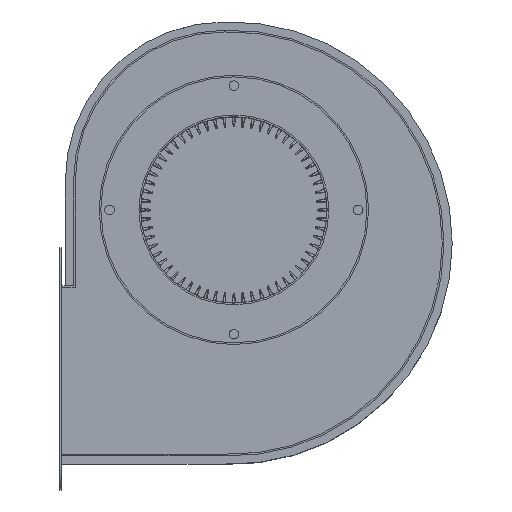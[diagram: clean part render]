
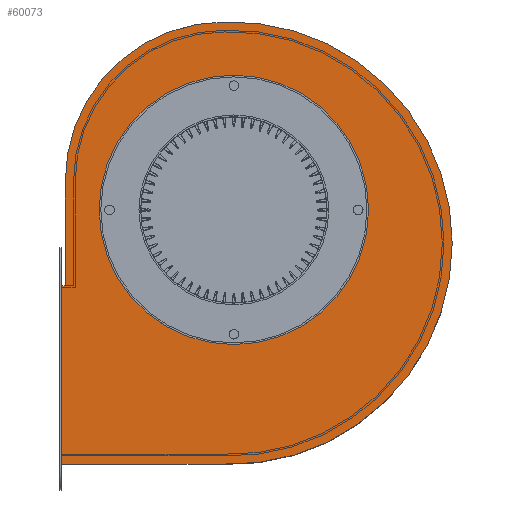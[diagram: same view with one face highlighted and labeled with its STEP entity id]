
A CAD part, top view. The second image highlights one B-rep face of the part: STEP entity #60073.
In plain terms, the highlighted planar face has unit normal (0, 0, 1).
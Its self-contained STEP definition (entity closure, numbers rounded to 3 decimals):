
#206 = VERTEX_POINT ( 'NONE', #74160 ) ;
#319 = AXIS2_PLACEMENT_3D ( 'NONE', #732, #41293, #42030 ) ;
#732 = CARTESIAN_POINT ( 'NONE',  ( -2., -24., 70. ) ) ;
#1139 = DIRECTION ( 'NONE',  ( 0., -1., 0. ) ) ;
#1226 = CARTESIAN_POINT ( 'NONE',  ( 0., 0., 70. ) ) ;
#3845 = LINE ( 'NONE', #45876, #43014 ) ;
#3997 = CARTESIAN_POINT ( 'NONE',  ( -7., 136., 70. ) ) ;
#5521 = VERTEX_POINT ( 'NONE', #17657 ) ;
#12113 = EDGE_CURVE ( 'NONE', #30050, #29622, #32164, .T. ) ;
#13150 = VERTEX_POINT ( 'NONE', #33206 ) ;
#13541 = CIRCLE ( 'NONE', #40683, 97.5 ) ;
#13866 = CARTESIAN_POINT ( 'NONE',  ( -2., -24., 70. ) ) ;
#14822 = EDGE_CURVE ( 'NONE', #5521, #206, #15967, .T. ) ;
#15967 = LINE ( 'NONE', #55554, #39684 ) ;
#16169 = CIRCLE ( 'NONE', #37724, 160.078 ) ;
#16577 = DIRECTION ( 'NONE',  ( -1., 0., 0. ) ) ;
#17657 = CARTESIAN_POINT ( 'NONE',  ( -122., -54.8, 70. ) ) ;
#17831 = VERTEX_POINT ( 'NONE', #3997 ) ;
#22012 = DIRECTION ( 'NONE',  ( 0., 0., 1. ) ) ;
#24520 = VECTOR ( 'NONE', #64641, 1000. ) ;
#25376 = ORIENTED_EDGE ( 'NONE', *, *, #68081, .F. ) ;
#27340 = PLANE ( 'NONE',  #66707 ) ;
#27600 = DIRECTION ( 'NONE',  ( 1., 0., 0. ) ) ;
#29622 = VERTEX_POINT ( 'NONE', #73787 ) ;
#29760 = FACE_OUTER_BOUND ( 'NONE', #49584, .T. ) ;
#30050 = VERTEX_POINT ( 'NONE', #36879 ) ;
#30940 = EDGE_LOOP ( 'NONE', ( #39070, #43640 ) ) ;
#31699 = CARTESIAN_POINT ( 'NONE',  ( -122., 21., 70. ) ) ;
#31738 = DIRECTION ( 'NONE',  ( 0., 0., -1. ) ) ;
#32164 = CIRCLE ( 'NONE', #74263, 97.5 ) ;
#33206 = CARTESIAN_POINT ( 'NONE',  ( 158.078, -24., 70. ) ) ;
#33754 = ORIENTED_EDGE ( 'NONE', *, *, #41437, .T. ) ;
#36088 = CARTESIAN_POINT ( 'NONE',  ( -122., 0., 70. ) ) ;
#36879 = CARTESIAN_POINT ( 'NONE',  ( -97.5, 0., 70. ) ) ;
#37377 = ORIENTED_EDGE ( 'NONE', *, *, #40996, .F. ) ;
#37380 = DIRECTION ( 'NONE',  ( 1., 0., 0. ) ) ;
#37724 = AXIS2_PLACEMENT_3D ( 'NONE', #13866, #31738, #37380 ) ;
#39070 = ORIENTED_EDGE ( 'NONE', *, *, #12113, .F. ) ;
#39684 = VECTOR ( 'NONE', #73138, 1000. ) ;
#40683 = AXIS2_PLACEMENT_3D ( 'NONE', #69190, #57944, #65047 ) ;
#40996 = EDGE_CURVE ( 'NONE', #50134, #17831, #70663, .T. ) ;
#41293 = DIRECTION ( 'NONE',  ( 0., 0., -1. ) ) ;
#41437 = EDGE_CURVE ( 'NONE', #206, #66103, #50063, .T. ) ;
#41668 = EDGE_CURVE ( 'NONE', #50134, #5521, #64601, .T. ) ;
#42030 = DIRECTION ( 'NONE',  ( 1., 0., 0. ) ) ;
#42648 = EDGE_CURVE ( 'NONE', #29622, #30050, #13541, .T. ) ;
#43014 = VECTOR ( 'NONE', #16577, 1000. ) ;
#43060 = DIRECTION ( 'NONE',  ( 0., 0., -1. ) ) ;
#43640 = ORIENTED_EDGE ( 'NONE', *, *, #42648, .F. ) ;
#44166 = CIRCLE ( 'NONE', #319, 160.078 ) ;
#44847 = CARTESIAN_POINT ( 'NONE',  ( -124.8, -184., 70. ) ) ;
#45662 = CARTESIAN_POINT ( 'NONE',  ( 0., 0., 70. ) ) ;
#45876 = CARTESIAN_POINT ( 'NONE',  ( 0., -184., 70. ) ) ;
#46930 = EDGE_CURVE ( 'NONE', #57236, #66103, #3845, .T. ) ;
#47952 = ORIENTED_EDGE ( 'NONE', *, *, #14822, .T. ) ;
#48092 = DIRECTION ( 'NONE',  ( 1., 0., 0. ) ) ;
#49584 = EDGE_LOOP ( 'NONE', ( #47952, #33754, #64534, #25376, #51716, #37377, #59452 ) ) ;
#50063 = LINE ( 'NONE', #52912, #24520 ) ;
#50134 = VERTEX_POINT ( 'NONE', #31699 ) ;
#51716 = ORIENTED_EDGE ( 'NONE', *, *, #64240, .F. ) ;
#52912 = CARTESIAN_POINT ( 'NONE',  ( -124.8, 0., 70. ) ) ;
#54175 = DIRECTION ( 'NONE',  ( 0., 0., 1. ) ) ;
#55554 = CARTESIAN_POINT ( 'NONE',  ( 0., -54.8, 70. ) ) ;
#57236 = VERTEX_POINT ( 'NONE', #71017 ) ;
#57944 = DIRECTION ( 'NONE',  ( 0., 0., 1. ) ) ;
#59452 = ORIENTED_EDGE ( 'NONE', *, *, #41668, .T. ) ;
#59604 = DIRECTION ( 'NONE',  ( 1., 0., 0. ) ) ;
#60073 = ADVANCED_FACE ( 'NONE', ( #70736, #29760 ), #27340, .T. ) ;
#62781 = VECTOR ( 'NONE', #1139, 1000. ) ;
#64240 = EDGE_CURVE ( 'NONE', #17831, #13150, #44166, .T. ) ;
#64534 = ORIENTED_EDGE ( 'NONE', *, *, #46930, .F. ) ;
#64601 = LINE ( 'NONE', #36088, #62781 ) ;
#64641 = DIRECTION ( 'NONE',  ( 0., -1., 0. ) ) ;
#65047 = DIRECTION ( 'NONE',  ( 1., 0., 0. ) ) ;
#66103 = VERTEX_POINT ( 'NONE', #44847 ) ;
#66498 = CARTESIAN_POINT ( 'NONE',  ( -7., 21., 70. ) ) ;
#66707 = AXIS2_PLACEMENT_3D ( 'NONE', #45662, #22012, #27600 ) ;
#68081 = EDGE_CURVE ( 'NONE', #13150, #57236, #16169, .T. ) ;
#69190 = CARTESIAN_POINT ( 'NONE',  ( 0., 0., 70. ) ) ;
#70250 = AXIS2_PLACEMENT_3D ( 'NONE', #66498, #43060, #59604 ) ;
#70663 = CIRCLE ( 'NONE', #70250, 115. ) ;
#70736 = FACE_BOUND ( 'NONE', #30940, .T. ) ;
#71017 = CARTESIAN_POINT ( 'NONE',  ( -7., -184., 70. ) ) ;
#73138 = DIRECTION ( 'NONE',  ( -1., 0., 0. ) ) ;
#73787 = CARTESIAN_POINT ( 'NONE',  ( 97.5, 0., 70. ) ) ;
#74160 = CARTESIAN_POINT ( 'NONE',  ( -124.8, -54.8, 70. ) ) ;
#74263 = AXIS2_PLACEMENT_3D ( 'NONE', #1226, #54175, #48092 ) ;
